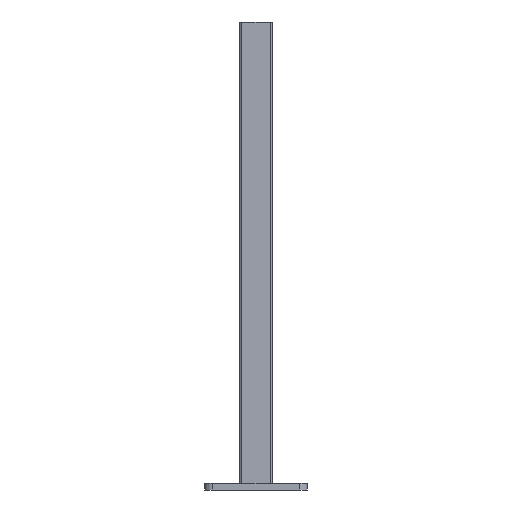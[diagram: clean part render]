
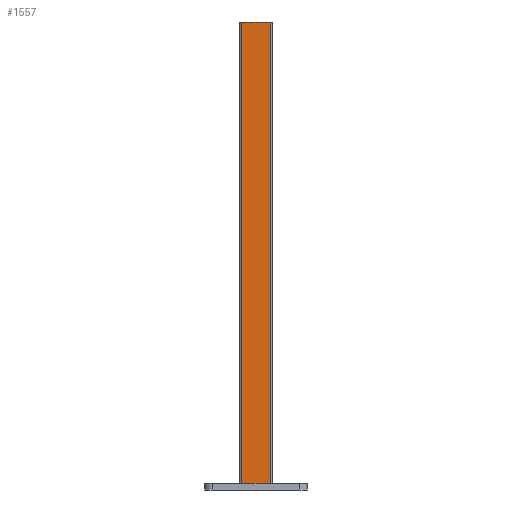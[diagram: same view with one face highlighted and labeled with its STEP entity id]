
A CAD part, front view. The second image highlights one B-rep face of the part: STEP entity #1557.
In plain terms, the highlighted planar face has unit normal (0, -1, 0).
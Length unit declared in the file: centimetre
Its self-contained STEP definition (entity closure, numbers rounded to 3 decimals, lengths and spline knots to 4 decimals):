
#46=PLANE('',#1699);
#117=LINE('',#2413,#257);
#152=LINE('',#2498,#292);
#159=LINE('',#2520,#299);
#162=LINE('',#2531,#302);
#257=VECTOR('',#1959,56.);
#292=VECTOR('',#2042,3.4);
#299=VECTOR('',#2067,56.);
#302=VECTOR('',#2080,3.4);
#442=FACE_OUTER_BOUND('',#532,.T.);
#532=EDGE_LOOP('',(#1250,#1251,#1252,#1253));
#740=VERTEX_POINT('',#2410);
#741=VERTEX_POINT('',#2412);
#767=VERTEX_POINT('',#2497);
#773=VERTEX_POINT('',#2519);
#912=EDGE_CURVE('',#741,#740,#117,.T.);
#954=EDGE_CURVE('',#741,#767,#152,.T.);
#965=EDGE_CURVE('',#773,#767,#159,.T.);
#971=EDGE_CURVE('',#773,#740,#162,.T.);
#1250=ORIENTED_EDGE('',*,*,#912,.T.);
#1251=ORIENTED_EDGE('',*,*,#971,.F.);
#1252=ORIENTED_EDGE('',*,*,#965,.T.);
#1253=ORIENTED_EDGE('',*,*,#954,.F.);
#1557=ADVANCED_FACE('',(#442),#46,.T.);
#1699=AXIS2_PLACEMENT_3D('',#2530,#2078,#2079);
#1959=DIRECTION('',(0.,0.,-1.));
#2042=DIRECTION('',(1.,0.,0.));
#2067=DIRECTION('',(0.,0.,1.));
#2078=DIRECTION('center_axis',(0.,-1.,0.));
#2079=DIRECTION('ref_axis',(0.,0.,1.));
#2080=DIRECTION('',(-1.,0.,0.));
#2410=CARTESIAN_POINT('',(-1.7,-1.9,0.8));
#2412=CARTESIAN_POINT('',(-1.7,-1.9,56.8));
#2413=CARTESIAN_POINT('',(-1.7,-1.9,42.8));
#2497=CARTESIAN_POINT('',(1.7,-1.9,56.8));
#2498=CARTESIAN_POINT('',(2.2906,-1.9,56.8));
#2519=CARTESIAN_POINT('',(1.7,-1.9,0.8));
#2520=CARTESIAN_POINT('',(1.7,-1.9,28.8));
#2530=CARTESIAN_POINT('Origin',(-0.0023,-1.9,28.8));
#2531=CARTESIAN_POINT('',(-0.0012,-1.9,0.8));
